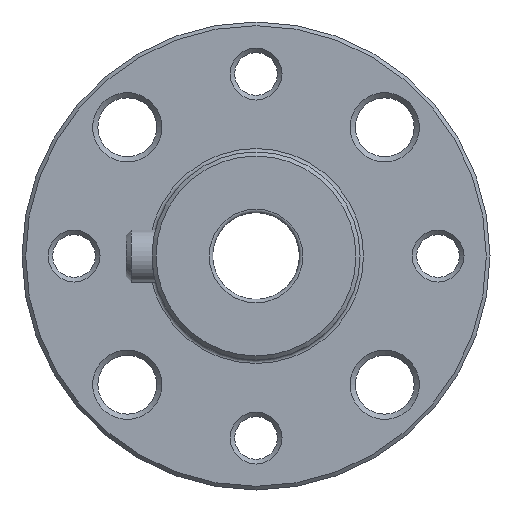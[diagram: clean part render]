
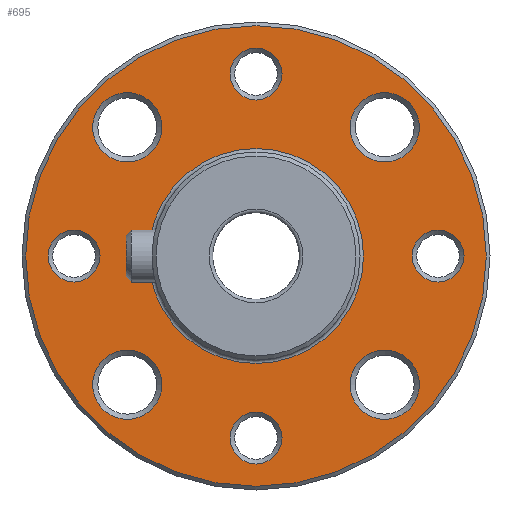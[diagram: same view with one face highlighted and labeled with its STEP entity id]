
A CAD part, left-side view. The second image highlights one B-rep face of the part: STEP entity #695.
In plain terms, the highlighted planar face has unit normal (-1, 0, 0).
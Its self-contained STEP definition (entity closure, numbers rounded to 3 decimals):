
#95=PLANE('',#781);
#120=ORIENTED_EDGE('',*,*,#261,.F.);
#121=ORIENTED_EDGE('',*,*,#262,.F.);
#122=ORIENTED_EDGE('',*,*,#263,.T.);
#123=ORIENTED_EDGE('',*,*,#264,.T.);
#124=ORIENTED_EDGE('',*,*,#265,.T.);
#125=ORIENTED_EDGE('',*,*,#266,.T.);
#126=ORIENTED_EDGE('',*,*,#267,.T.);
#127=ORIENTED_EDGE('',*,*,#268,.T.);
#128=ORIENTED_EDGE('',*,*,#269,.T.);
#129=ORIENTED_EDGE('',*,*,#260,.T.);
#260=EDGE_CURVE('',#332,#332,#397,.T.);
#261=EDGE_CURVE('',#333,#333,#398,.T.);
#262=EDGE_CURVE('',#334,#334,#399,.F.);
#263=EDGE_CURVE('',#335,#335,#400,.T.);
#264=EDGE_CURVE('',#336,#336,#401,.T.);
#265=EDGE_CURVE('',#337,#337,#402,.T.);
#266=EDGE_CURVE('',#338,#338,#403,.T.);
#267=EDGE_CURVE('',#339,#339,#404,.T.);
#268=EDGE_CURVE('',#340,#340,#405,.T.);
#269=EDGE_CURVE('',#341,#341,#406,.T.);
#332=VERTEX_POINT('',#1153);
#333=VERTEX_POINT('',#1156);
#334=VERTEX_POINT('',#1158);
#335=VERTEX_POINT('',#1160);
#336=VERTEX_POINT('',#1162);
#337=VERTEX_POINT('',#1164);
#338=VERTEX_POINT('',#1166);
#339=VERTEX_POINT('',#1168);
#340=VERTEX_POINT('',#1170);
#341=VERTEX_POINT('',#1172);
#397=CIRCLE('',#780,6.2);
#398=CIRCLE('',#782,13.288);
#399=CIRCLE('',#783,1.5);
#400=CIRCLE('',#784,2.);
#401=CIRCLE('',#785,2.);
#402=CIRCLE('',#786,2.);
#403=CIRCLE('',#787,2.);
#404=CIRCLE('',#788,1.5);
#405=CIRCLE('',#789,1.5);
#406=CIRCLE('',#790,1.5);
#455=EDGE_LOOP('',(#120));
#456=EDGE_LOOP('',(#121));
#457=EDGE_LOOP('',(#122));
#458=EDGE_LOOP('',(#123));
#459=EDGE_LOOP('',(#124));
#460=EDGE_LOOP('',(#125));
#461=EDGE_LOOP('',(#126));
#462=EDGE_LOOP('',(#127));
#463=EDGE_LOOP('',(#128));
#464=EDGE_LOOP('',(#129));
#571=FACE_BOUND('',#455,.T.);
#572=FACE_BOUND('',#456,.T.);
#573=FACE_BOUND('',#457,.T.);
#574=FACE_BOUND('',#458,.T.);
#575=FACE_BOUND('',#459,.T.);
#576=FACE_BOUND('',#460,.T.);
#577=FACE_BOUND('',#461,.T.);
#578=FACE_BOUND('',#462,.T.);
#579=FACE_BOUND('',#463,.T.);
#580=FACE_BOUND('',#464,.T.);
#695=ADVANCED_FACE('',(#571,#572,#573,#574,#575,#576,#577,#578,#579,#580),
#95,.F.);
#780=AXIS2_PLACEMENT_3D('',#1152,#900,#901);
#781=AXIS2_PLACEMENT_3D('',#1154,#902,#903);
#782=AXIS2_PLACEMENT_3D('',#1155,#904,#905);
#783=AXIS2_PLACEMENT_3D('',#1157,#906,#907);
#784=AXIS2_PLACEMENT_3D('',#1159,#908,#909);
#785=AXIS2_PLACEMENT_3D('',#1161,#910,#911);
#786=AXIS2_PLACEMENT_3D('',#1163,#912,#913);
#787=AXIS2_PLACEMENT_3D('',#1165,#914,#915);
#788=AXIS2_PLACEMENT_3D('',#1167,#916,#917);
#789=AXIS2_PLACEMENT_3D('',#1169,#918,#919);
#790=AXIS2_PLACEMENT_3D('',#1171,#920,#921);
#900=DIRECTION('',(1.,0.,0.));
#901=DIRECTION('',(0.,0.,-1.));
#902=DIRECTION('',(1.,0.,0.));
#903=DIRECTION('',(0.,0.,-1.));
#904=DIRECTION('',(1.,0.,0.));
#905=DIRECTION('',(0.,0.,-1.));
#906=DIRECTION('',(1.,0.,0.));
#907=DIRECTION('',(0.,0.,-1.));
#908=DIRECTION('',(1.,0.,0.));
#909=DIRECTION('',(0.,0.,-1.));
#910=DIRECTION('',(1.,0.,0.));
#911=DIRECTION('',(0.,0.,-1.));
#912=DIRECTION('',(1.,0.,0.));
#913=DIRECTION('',(0.,0.,-1.));
#914=DIRECTION('',(1.,0.,0.));
#915=DIRECTION('',(0.,0.,-1.));
#916=DIRECTION('',(1.,0.,0.));
#917=DIRECTION('',(0.,0.,-1.));
#918=DIRECTION('',(1.,0.,0.));
#919=DIRECTION('',(0.,0.,-1.));
#920=DIRECTION('',(1.,0.,0.));
#921=DIRECTION('',(0.,0.,-1.));
#1152=CARTESIAN_POINT('',(9.5,0.,0.));
#1153=CARTESIAN_POINT('',(9.5,0.,-6.2));
#1154=CARTESIAN_POINT('',(9.5,6.2,0.));
#1155=CARTESIAN_POINT('',(9.5,0.,0.));
#1156=CARTESIAN_POINT('',(9.5,0.,-13.288));
#1157=CARTESIAN_POINT('',(9.5,10.5,0.));
#1158=CARTESIAN_POINT('',(9.5,10.5,-1.5));
#1159=CARTESIAN_POINT('',(9.5,7.425,7.425));
#1160=CARTESIAN_POINT('',(9.5,7.425,5.425));
#1161=CARTESIAN_POINT('',(9.5,7.425,-7.425));
#1162=CARTESIAN_POINT('',(9.5,7.425,-9.425));
#1163=CARTESIAN_POINT('',(9.5,-7.425,-7.425));
#1164=CARTESIAN_POINT('',(9.5,-7.425,-9.425));
#1165=CARTESIAN_POINT('',(9.5,-7.425,7.425));
#1166=CARTESIAN_POINT('',(9.5,-7.425,5.425));
#1167=CARTESIAN_POINT('',(9.5,0.,10.5));
#1168=CARTESIAN_POINT('',(9.5,0.,9.));
#1169=CARTESIAN_POINT('',(9.5,0.,-10.5));
#1170=CARTESIAN_POINT('',(9.5,0.,-12.));
#1171=CARTESIAN_POINT('',(9.5,-10.5,0.));
#1172=CARTESIAN_POINT('',(9.5,-10.5,-1.5));
